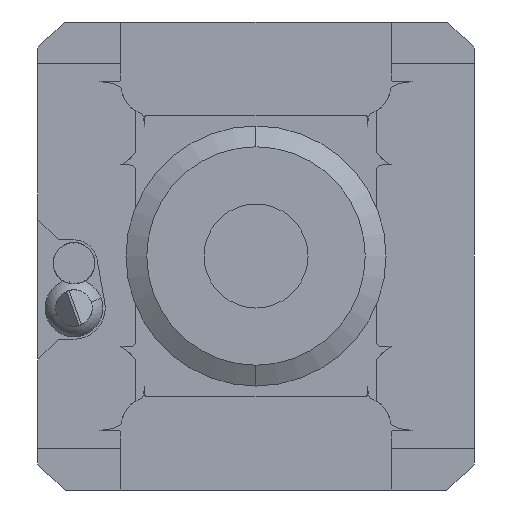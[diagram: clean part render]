
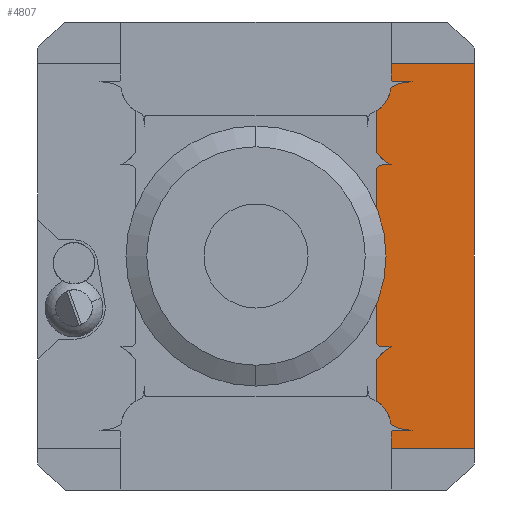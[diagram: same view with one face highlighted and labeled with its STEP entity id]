
A CAD part, left-side view. The second image highlights one B-rep face of the part: STEP entity #4807.
In plain terms, the highlighted planar face has unit normal (-1, 0, 0).
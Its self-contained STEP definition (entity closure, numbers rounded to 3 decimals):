
#584=CARTESIAN_POINT('',(-36.,-26.5,-34.));
#585=DIRECTION('',(-1.,0.,0.));
#586=DIRECTION('',(0.,0.,1.));
#587=AXIS2_PLACEMENT_3D('',#584,#585,#586);
#589=DIRECTION('',(0.,-1.,0.));
#590=VECTOR('',#589,3.5);
#591=CARTESIAN_POINT('',(-36.,-26.5,-33.5));
#592=LINE('',#591,#590);
#593=CARTESIAN_POINT('',(-36.,-30.,-25.));
#594=DIRECTION('',(-1.,0.,0.));
#595=DIRECTION('',(0.,0.473,-0.881));
#596=AXIS2_PLACEMENT_3D('',#593,#594,#595);
#598=CARTESIAN_POINT('',(-36.,-20.,-33.));
#599=DIRECTION('',(-1.,0.,0.));
#600=DIRECTION('',(0.,-0.996,0.085));
#601=AXIS2_PLACEMENT_3D('',#598,#599,#600);
#603=DIRECTION('',(0.,0.,1.));
#604=VECTOR('',#603,7.827);
#605=CARTESIAN_POINT('',(-36.,-23.1,-27.863));
#606=LINE('',#605,#604);
#607=CARTESIAN_POINT('',(-36.,-30.,-25.));
#608=DIRECTION('',(-1.,0.,0.));
#609=DIRECTION('',(0.,0.471,0.882));
#610=AXIS2_PLACEMENT_3D('',#607,#608,#609);
#612=DIRECTION('',(0.,1.,0.));
#613=VECTOR('',#612,1.7);
#614=CARTESIAN_POINT('',(-36.,-26.,-17.5));
#615=LINE('',#614,#613);
#616=CARTESIAN_POINT('',(-36.,-24.3,-16.3));
#617=DIRECTION('',(-1.,0.,0.));
#618=DIRECTION('',(0.,1.,0.));
#619=AXIS2_PLACEMENT_3D('',#616,#617,#618);
#621=DIRECTION('',(0.,0.,1.));
#622=VECTOR('',#621,8.921);
#623=CARTESIAN_POINT('',(-36.,-23.1,-16.3));
#624=LINE('',#623,#622);
#625=DIRECTION('',(0.,0.,1.));
#626=VECTOR('',#625,8.921);
#627=CARTESIAN_POINT('',(-36.,-23.1,7.379));
#628=LINE('',#627,#626);
#629=CARTESIAN_POINT('',(-36.,-24.3,16.3));
#630=DIRECTION('',(-1.,0.,0.));
#631=DIRECTION('',(0.,0.,1.));
#632=AXIS2_PLACEMENT_3D('',#629,#630,#631);
#634=DIRECTION('',(0.,-1.,0.));
#635=VECTOR('',#634,1.7);
#636=CARTESIAN_POINT('',(-36.,-24.3,17.5));
#637=LINE('',#636,#635);
#638=CARTESIAN_POINT('',(-36.,-30.,25.));
#639=DIRECTION('',(-1.,0.,0.));
#640=DIRECTION('',(0.,0.812,-0.584));
#641=AXIS2_PLACEMENT_3D('',#638,#639,#640);
#643=DIRECTION('',(0.,0.,1.));
#644=VECTOR('',#643,7.827);
#645=CARTESIAN_POINT('',(-36.,-23.1,20.036));
#646=LINE('',#645,#644);
#647=CARTESIAN_POINT('',(-36.,-20.,33.));
#648=DIRECTION('',(-1.,0.,0.));
#649=DIRECTION('',(0.,-0.517,-0.856));
#650=AXIS2_PLACEMENT_3D('',#647,#648,#649);
#652=CARTESIAN_POINT('',(-36.,-30.,25.));
#653=DIRECTION('',(-1.,0.,0.));
#654=DIRECTION('',(0.,0.,1.));
#655=AXIS2_PLACEMENT_3D('',#652,#653,#654);
#657=DIRECTION('',(0.,1.,0.));
#658=VECTOR('',#657,3.5);
#659=CARTESIAN_POINT('',(-36.,-30.,33.5));
#660=LINE('',#659,#658);
#661=CARTESIAN_POINT('',(-36.,-26.5,34.));
#662=DIRECTION('',(-1.,0.,0.));
#663=DIRECTION('',(0.,1.,0.));
#664=AXIS2_PLACEMENT_3D('',#661,#662,#663);
#666=DIRECTION('',(0.,0.,-1.));
#667=VECTOR('',#666,3.);
#668=CARTESIAN_POINT('',(-36.,-26.,37.));
#669=LINE('',#668,#667);
#670=DIRECTION('',(0.,0.,1.));
#671=VECTOR('',#670,3.);
#672=CARTESIAN_POINT('',(-36.,-26.,-37.));
#673=LINE('',#672,#671);
#682=DIRECTION('',(0.,-1.,0.));
#683=VECTOR('',#682,16.);
#684=CARTESIAN_POINT('',(-36.,-26.,-37.));
#685=LINE('',#684,#683);
#694=DIRECTION('',(0.,0.,1.));
#695=VECTOR('',#694,74.);
#696=CARTESIAN_POINT('',(-36.,-42.,-37.));
#697=LINE('',#696,#695);
#1734=CARTESIAN_POINT('',(-36.,0.,0.));
#1735=DIRECTION('',(1.,0.,0.));
#1736=DIRECTION('',(0.,-0.953,0.304));
#1737=AXIS2_PLACEMENT_3D('',#1734,#1735,#1736);
#1833=DIRECTION('',(0.,-1.,0.));
#1834=VECTOR('',#1833,16.);
#1835=CARTESIAN_POINT('',(-36.,-26.,37.));
#1836=LINE('',#1835,#1834);
#3459=CARTESIAN_POINT('',(-36.,-42.,-37.));
#3460=CARTESIAN_POINT('',(-36.,-42.,37.));
#3461=VERTEX_POINT('',#3459);
#3462=VERTEX_POINT('',#3460);
#3500=CARTESIAN_POINT('',(-36.,-23.1,-7.379));
#3502=VERTEX_POINT('',#3500);
#3504=CARTESIAN_POINT('',(-36.,-23.1,7.379));
#3506=VERTEX_POINT('',#3504);
#3571=CARTESIAN_POINT('',(-36.,-26.,-37.));
#3572=VERTEX_POINT('',#3571);
#3577=CARTESIAN_POINT('',(-36.,-26.,37.));
#3578=VERTEX_POINT('',#3577);
#3596=CARTESIAN_POINT('',(-36.,-23.1,-16.3));
#3598=VERTEX_POINT('',#3596);
#3600=CARTESIAN_POINT('',(-36.,-23.1,16.3));
#3602=VERTEX_POINT('',#3600);
#3603=CARTESIAN_POINT('',(-36.,-26.,-17.5));
#3604=CARTESIAN_POINT('',(-36.,-24.3,-17.5));
#3605=VERTEX_POINT('',#3603);
#3606=VERTEX_POINT('',#3604);
#3607=CARTESIAN_POINT('',(-36.,-24.3,17.5));
#3608=VERTEX_POINT('',#3607);
#3609=CARTESIAN_POINT('',(-36.,-26.,17.5));
#3610=VERTEX_POINT('',#3609);
#3707=CARTESIAN_POINT('',(-36.,-26.5,-33.5));
#3708=CARTESIAN_POINT('',(-36.,-26.,-34.));
#3709=VERTEX_POINT('',#3707);
#3710=VERTEX_POINT('',#3708);
#3711=CARTESIAN_POINT('',(-36.,-30.,-33.5));
#3712=VERTEX_POINT('',#3711);
#3713=CARTESIAN_POINT('',(-36.,-30.,33.5));
#3714=CARTESIAN_POINT('',(-36.,-26.5,33.5));
#3715=VERTEX_POINT('',#3713);
#3716=VERTEX_POINT('',#3714);
#3717=CARTESIAN_POINT('',(-36.,-26.,34.));
#3718=VERTEX_POINT('',#3717);
#3740=CARTESIAN_POINT('',(-36.,-23.1,-27.863));
#3742=VERTEX_POINT('',#3740);
#3744=CARTESIAN_POINT('',(-36.,-23.1,27.863));
#3746=VERTEX_POINT('',#3744);
#3772=CARTESIAN_POINT('',(-36.,-23.1,-20.036));
#3774=VERTEX_POINT('',#3772);
#3776=CARTESIAN_POINT('',(-36.,-23.1,20.036));
#3778=VERTEX_POINT('',#3776);
#3811=CARTESIAN_POINT('',(-36.,-25.978,-32.488));
#3812=VERTEX_POINT('',#3811);
#3813=CARTESIAN_POINT('',(-36.,-25.978,32.488));
#3814=VERTEX_POINT('',#3813);
#4755=CARTESIAN_POINT('',(-36.,-23.1,-37.));
#4756=DIRECTION('',(-1.,0.,0.));
#4757=DIRECTION('',(0.,-1.,0.));
#4758=AXIS2_PLACEMENT_3D('',#4755,#4756,#4757);
#4759=PLANE('',#4758);
#4761=ORIENTED_EDGE('',*,*,#4760,.F.);
#4763=ORIENTED_EDGE('',*,*,#4762,.T.);
#4765=ORIENTED_EDGE('',*,*,#4764,.F.);
#4766=ORIENTED_EDGE('',*,*,#4700,.T.);
#4767=ORIENTED_EDGE('',*,*,#4747,.T.);
#4768=ORIENTED_EDGE('',*,*,#4736,.F.);
#4770=ORIENTED_EDGE('',*,*,#4769,.T.);
#4772=ORIENTED_EDGE('',*,*,#4771,.F.);
#4774=ORIENTED_EDGE('',*,*,#4773,.T.);
#4776=ORIENTED_EDGE('',*,*,#4775,.F.);
#4778=ORIENTED_EDGE('',*,*,#4777,.T.);
#4780=ORIENTED_EDGE('',*,*,#4779,.F.);
#4782=ORIENTED_EDGE('',*,*,#4781,.T.);
#4784=ORIENTED_EDGE('',*,*,#4783,.F.);
#4786=ORIENTED_EDGE('',*,*,#4785,.T.);
#4788=ORIENTED_EDGE('',*,*,#4787,.T.);
#4790=ORIENTED_EDGE('',*,*,#4789,.F.);
#4792=ORIENTED_EDGE('',*,*,#4791,.T.);
#4794=ORIENTED_EDGE('',*,*,#4793,.F.);
#4796=ORIENTED_EDGE('',*,*,#4795,.F.);
#4798=ORIENTED_EDGE('',*,*,#4797,.T.);
#4800=ORIENTED_EDGE('',*,*,#4799,.F.);
#4802=ORIENTED_EDGE('',*,*,#4801,.F.);
#4804=ORIENTED_EDGE('',*,*,#4803,.T.);
#4805=EDGE_LOOP('',(#4761,#4763,#4765,#4766,#4767,#4768,#4770,#4772,#4774,#4776,
#4778,#4780,#4782,#4784,#4786,#4788,#4790,#4792,#4794,#4796,#4798,#4800,#4802,
#4804));
#4806=FACE_OUTER_BOUND('',#4805,.F.);
#4807=ADVANCED_FACE('',(#4806),#4759,.T.);
#588=CIRCLE('',#587,0.5);
#597=CIRCLE('',#596,8.5);
#602=CIRCLE('',#601,6.);
#611=CIRCLE('',#610,8.5);
#620=CIRCLE('',#619,1.2);
#633=CIRCLE('',#632,1.2);
#642=CIRCLE('',#641,8.5);
#651=CIRCLE('',#650,6.);
#656=CIRCLE('',#655,8.5);
#665=CIRCLE('',#664,0.5);
#1738=CIRCLE('',#1737,24.25);
#4700=EDGE_CURVE('',#3812,#3742,#602,.T.);
#4736=EDGE_CURVE('',#3605,#3774,#611,.T.);
#4747=EDGE_CURVE('',#3742,#3774,#606,.T.);
#4760=EDGE_CURVE('',#3709,#3710,#588,.T.);
#4762=EDGE_CURVE('',#3709,#3712,#592,.T.);
#4764=EDGE_CURVE('',#3812,#3712,#597,.T.);
#4769=EDGE_CURVE('',#3605,#3606,#615,.T.);
#4771=EDGE_CURVE('',#3598,#3606,#620,.T.);
#4773=EDGE_CURVE('',#3598,#3502,#624,.T.);
#4775=EDGE_CURVE('',#3506,#3502,#1738,.T.);
#4777=EDGE_CURVE('',#3506,#3602,#628,.T.);
#4779=EDGE_CURVE('',#3608,#3602,#633,.T.);
#4781=EDGE_CURVE('',#3608,#3610,#637,.T.);
#4783=EDGE_CURVE('',#3778,#3610,#642,.T.);
#4785=EDGE_CURVE('',#3778,#3746,#646,.T.);
#4787=EDGE_CURVE('',#3746,#3814,#651,.T.);
#4789=EDGE_CURVE('',#3715,#3814,#656,.T.);
#4791=EDGE_CURVE('',#3715,#3716,#660,.T.);
#4793=EDGE_CURVE('',#3718,#3716,#665,.T.);
#4795=EDGE_CURVE('',#3578,#3718,#669,.T.);
#4797=EDGE_CURVE('',#3578,#3462,#1836,.T.);
#4799=EDGE_CURVE('',#3461,#3462,#697,.T.);
#4801=EDGE_CURVE('',#3572,#3461,#685,.T.);
#4803=EDGE_CURVE('',#3572,#3710,#673,.T.);
